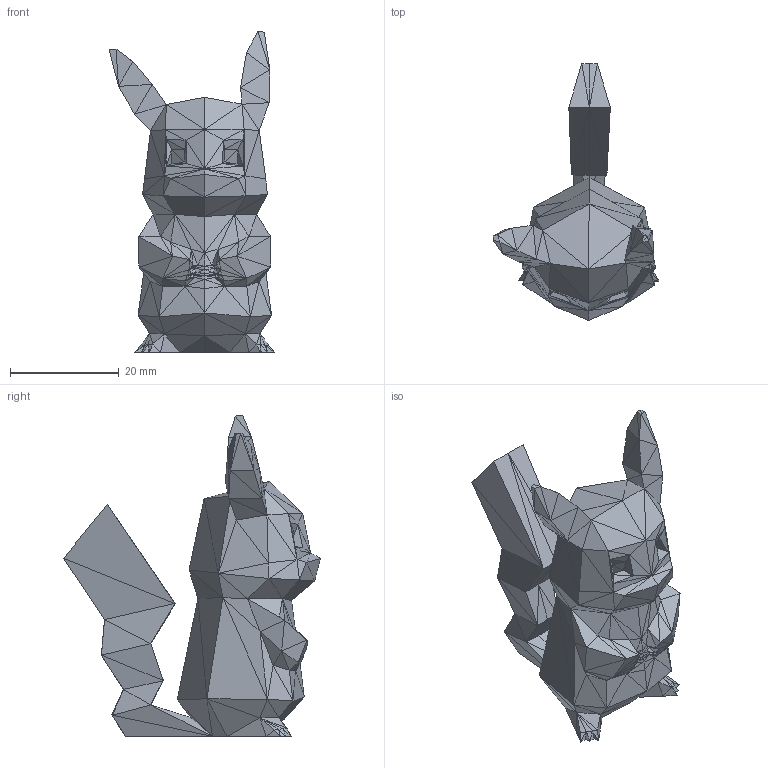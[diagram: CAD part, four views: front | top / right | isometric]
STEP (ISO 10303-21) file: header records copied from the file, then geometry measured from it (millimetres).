
FILE_DESCRIPTION(('FreeCAD Model'),'2;1');
FILE_NAME('pikaSolid.step', '2016-08-06T16:04:54',('Author'),(''), 'Open CASCADE STEP processor 6.8','FreeCAD','Unknown');
FILE_SCHEMA(('AUTOMOTIVE_DESIGN_CC2 { 1 2 10303 214 -1 1 5 4 }'));
Length unit declared in the file: millimetre
Products named in the file (2): ASSEMBLY; Solid
Assembly tree (1 placements, depth 2):
  ASSEMBLY
    Solid
Bounding box: 30.44 x 47.2 x 58.95 mm (x, y, z)
Volume: 16801.2 mm3; surface area: 5607.2 mm2
Topology: 1 solids, 1 shells, 385 faces, 589 edges, 206 vertices
Faces by surface type: plane 385
Entity records: 14746 total; most frequent: CARTESIAN_POINT 2933, DIRECTION 1968, LINE 1194, VECTOR 1194, ORIENTED_EDGE 1178, PCURVE 1178, DEFINITIONAL_REPRESENTATION 1178, EDGE_CURVE 589
